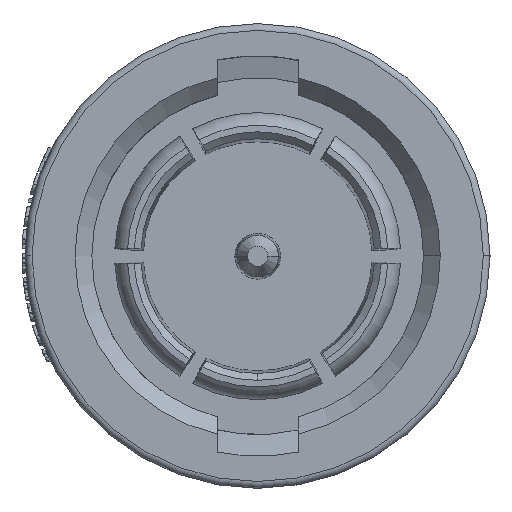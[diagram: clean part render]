
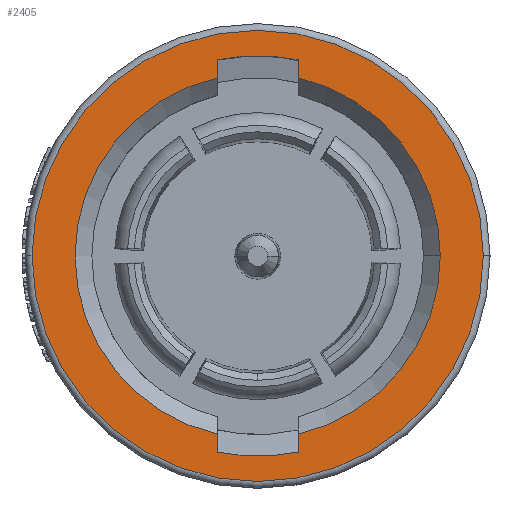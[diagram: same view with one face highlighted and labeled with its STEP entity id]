
A CAD part, top view. The second image highlights one B-rep face of the part: STEP entity #2405.
In plain terms, the highlighted planar face has unit normal (0, 0, 1).
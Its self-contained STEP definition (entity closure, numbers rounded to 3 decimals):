
#56 = EDGE_CURVE ( 'NONE', #29144, #2632, #43714, .T. ) ;
#836 = CARTESIAN_POINT ( 'NONE',  ( 1.2, -5.828, 2.315 ) ) ;
#1166 = LINE ( 'NONE', #11960, #29664 ) ;
#1397 = DIRECTION ( 'NONE',  ( -1., 0., 0. ) ) ;
#2246 = LINE ( 'NONE', #27601, #30749 ) ;
#2405 = ADVANCED_FACE ( 'NONE', ( #17549, #7678 ), #27230, .F. ) ;
#2502 = ORIENTED_EDGE ( 'NONE', *, *, #29001, .F. ) ;
#2632 = VERTEX_POINT ( 'NONE', #32254 ) ;
#2799 = CARTESIAN_POINT ( 'NONE',  ( 0., 0., 2.315 ) ) ;
#3259 = EDGE_CURVE ( 'NONE', #21740, #29144, #47158, .T. ) ;
#3501 = EDGE_CURVE ( 'NONE', #48363, #32738, #2246, .T. ) ;
#3556 = DIRECTION ( 'NONE',  ( 0., 0., 1. ) ) ;
#3968 = CARTESIAN_POINT ( 'NONE',  ( 0., 0., 2.315 ) ) ;
#4065 = CIRCLE ( 'NONE', #40987, 6.7 ) ;
#4850 = VERTEX_POINT ( 'NONE', #26624 ) ;
#5386 = VERTEX_POINT ( 'NONE', #5395 ) ;
#5395 = CARTESIAN_POINT ( 'NONE',  ( 1.2, 5.291, 2.315 ) ) ;
#6535 = DIRECTION ( 'NONE',  ( -1., 0., 0. ) ) ;
#7678 = FACE_BOUND ( 'NONE', #31193, .T. ) ;
#7739 = DIRECTION ( 'NONE',  ( -1., 0., 0. ) ) ;
#7784 = CIRCLE ( 'NONE', #25853, 5.95 ) ;
#7866 = DIRECTION ( 'NONE',  ( 0., 0., 1. ) ) ;
#8916 = DIRECTION ( 'NONE',  ( 0., 0., 1. ) ) ;
#9487 = CARTESIAN_POINT ( 'NONE',  ( -1.2, 5.291, 2.315 ) ) ;
#9594 = VERTEX_POINT ( 'NONE', #31087 ) ;
#10147 = EDGE_CURVE ( 'NONE', #4850, #5386, #37331, .T. ) ;
#10398 = EDGE_CURVE ( 'NONE', #9594, #42110, #36126, .T. ) ;
#10924 = CIRCLE ( 'NONE', #30545, 5.425 ) ;
#11960 = CARTESIAN_POINT ( 'NONE',  ( -1.2, -4.777, 2.315 ) ) ;
#12195 = DIRECTION ( 'NONE',  ( 0., 0., 1. ) ) ;
#13869 = DIRECTION ( 'NONE',  ( 0., 1., 0. ) ) ;
#14154 = CARTESIAN_POINT ( 'NONE',  ( -1.2, -5.291, 2.315 ) ) ;
#14704 = ORIENTED_EDGE ( 'NONE', *, *, #10398, .T. ) ;
#15158 = VECTOR ( 'NONE', #20579, 1000. ) ;
#15576 = ORIENTED_EDGE ( 'NONE', *, *, #32837, .F. ) ;
#15660 = AXIS2_PLACEMENT_3D ( 'NONE', #30106, #7866, #33837 ) ;
#16315 = AXIS2_PLACEMENT_3D ( 'NONE', #31188, #8916, #34934 ) ;
#16549 = DIRECTION ( 'NONE',  ( 0., -1., 0. ) ) ;
#17549 = FACE_OUTER_BOUND ( 'NONE', #30321, .T. ) ;
#18882 = CARTESIAN_POINT ( 'NONE',  ( 1.2, 5.828, 2.315 ) ) ;
#20073 = ORIENTED_EDGE ( 'NONE', *, *, #56, .F. ) ;
#20083 = CARTESIAN_POINT ( 'NONE',  ( -1.2, -5.828, 2.315 ) ) ;
#20579 = DIRECTION ( 'NONE',  ( 0., 1., 0. ) ) ;
#21458 = DIRECTION ( 'NONE',  ( 0., 0., 1. ) ) ;
#21740 = VERTEX_POINT ( 'NONE', #20083 ) ;
#22424 = VERTEX_POINT ( 'NONE', #18882 ) ;
#23561 = AXIS2_PLACEMENT_3D ( 'NONE', #45993, #23644, #1397 ) ;
#23644 = DIRECTION ( 'NONE',  ( 0., 0., -1. ) ) ;
#25823 = CARTESIAN_POINT ( 'NONE',  ( 0., 0., 2.315 ) ) ;
#25853 = AXIS2_PLACEMENT_3D ( 'NONE', #43810, #21458, #47577 ) ;
#26624 = CARTESIAN_POINT ( 'NONE',  ( 5.425, 0., 2.315 ) ) ;
#27230 = PLANE ( 'NONE',  #23561 ) ;
#27601 = CARTESIAN_POINT ( 'NONE',  ( -1.2, 4.777, 2.315 ) ) ;
#27685 = EDGE_CURVE ( 'NONE', #32738, #34884, #10924, .T. ) ;
#28804 = DIRECTION ( 'NONE',  ( 0., 0., 1. ) ) ;
#29001 = EDGE_CURVE ( 'NONE', #2632, #4850, #31509, .T. ) ;
#29144 = VERTEX_POINT ( 'NONE', #836 ) ;
#29571 = DIRECTION ( 'NONE',  ( 1., 0., 0. ) ) ;
#29664 = VECTOR ( 'NONE', #38003, 1000. ) ;
#29843 = AXIS2_PLACEMENT_3D ( 'NONE', #25823, #3556, #29571 ) ;
#29910 = ORIENTED_EDGE ( 'NONE', *, *, #27685, .F. ) ;
#30001 = DIRECTION ( 'NONE',  ( 0., 0., 1. ) ) ;
#30011 = EDGE_CURVE ( 'NONE', #42110, #9594, #4065, .T. ) ;
#30106 = CARTESIAN_POINT ( 'NONE',  ( 0., 0., 2.315 ) ) ;
#30321 = EDGE_LOOP ( 'NONE', ( #44833, #14704 ) ) ;
#30545 = AXIS2_PLACEMENT_3D ( 'NONE', #34481, #12195, #38241 ) ;
#30749 = VECTOR ( 'NONE', #16549, 1000. ) ;
#30836 = ORIENTED_EDGE ( 'NONE', *, *, #3501, .F. ) ;
#31087 = CARTESIAN_POINT ( 'NONE',  ( 6.7, 0., 2.315 ) ) ;
#31188 = CARTESIAN_POINT ( 'NONE',  ( 0., 0., 2.315 ) ) ;
#31193 = EDGE_LOOP ( 'NONE', ( #15576, #41254, #36940, #2502, #20073, #32812, #34009, #29910, #30836 ) ) ;
#31509 = CIRCLE ( 'NONE', #15660, 5.425 ) ;
#32209 = CARTESIAN_POINT ( 'NONE',  ( -1.2, 5.828, 2.315 ) ) ;
#32254 = CARTESIAN_POINT ( 'NONE',  ( 1.2, -5.291, 2.315 ) ) ;
#32546 = CARTESIAN_POINT ( 'NONE',  ( 1.2, 4.777, 2.315 ) ) ;
#32738 = VERTEX_POINT ( 'NONE', #9487 ) ;
#32812 = ORIENTED_EDGE ( 'NONE', *, *, #3259, .F. ) ;
#32837 = EDGE_CURVE ( 'NONE', #22424, #48363, #7784, .T. ) ;
#33151 = CARTESIAN_POINT ( 'NONE',  ( -6.7, 0., 2.315 ) ) ;
#33837 = DIRECTION ( 'NONE',  ( 1., 0., 0. ) ) ;
#34009 = ORIENTED_EDGE ( 'NONE', *, *, #45133, .F. ) ;
#34481 = CARTESIAN_POINT ( 'NONE',  ( 0., 0., 2.315 ) ) ;
#34884 = VERTEX_POINT ( 'NONE', #14154 ) ;
#34934 = DIRECTION ( 'NONE',  ( 1., 0., 0. ) ) ;
#36126 = CIRCLE ( 'NONE', #37839, 6.7 ) ;
#36877 = LINE ( 'NONE', #32546, #45663 ) ;
#36940 = ORIENTED_EDGE ( 'NONE', *, *, #10147, .F. ) ;
#37260 = EDGE_CURVE ( 'NONE', #5386, #22424, #36877, .T. ) ;
#37331 = CIRCLE ( 'NONE', #16315, 5.425 ) ;
#37839 = AXIS2_PLACEMENT_3D ( 'NONE', #2799, #28804, #6535 ) ;
#38003 = DIRECTION ( 'NONE',  ( 0., -1., 0. ) ) ;
#38241 = DIRECTION ( 'NONE',  ( 1., 0., 0. ) ) ;
#40987 = AXIS2_PLACEMENT_3D ( 'NONE', #3968, #30001, #7739 ) ;
#41254 = ORIENTED_EDGE ( 'NONE', *, *, #37260, .F. ) ;
#42110 = VERTEX_POINT ( 'NONE', #33151 ) ;
#43714 = LINE ( 'NONE', #46698, #15158 ) ;
#43810 = CARTESIAN_POINT ( 'NONE',  ( 0., 0., 2.315 ) ) ;
#44833 = ORIENTED_EDGE ( 'NONE', *, *, #30011, .T. ) ;
#45133 = EDGE_CURVE ( 'NONE', #34884, #21740, #1166, .T. ) ;
#45663 = VECTOR ( 'NONE', #13869, 1000. ) ;
#45993 = CARTESIAN_POINT ( 'NONE',  ( 0., 0., 2.315 ) ) ;
#46698 = CARTESIAN_POINT ( 'NONE',  ( 1.2, -4.777, 2.315 ) ) ;
#47158 = CIRCLE ( 'NONE', #29843, 5.95 ) ;
#47577 = DIRECTION ( 'NONE',  ( -1., 0., 0. ) ) ;
#48363 = VERTEX_POINT ( 'NONE', #32209 ) ;
